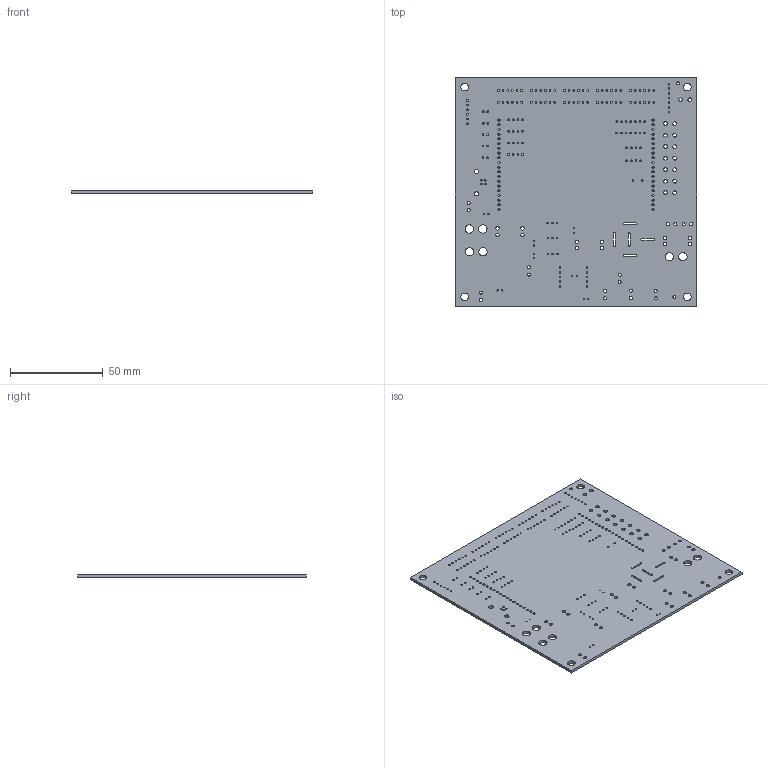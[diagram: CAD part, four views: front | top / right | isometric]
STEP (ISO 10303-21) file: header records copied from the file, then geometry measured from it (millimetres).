
FILE_DESCRIPTION(/* description */ ('PCB Design'),/* implementation_level */ '2;1');
FILE_NAME(/* name */ 'Motor_Controler_V11',/* time_stamp */ '2024-01-30T17:07:02+01:00',/* author */ ('PC_VAL_FIXE'),/* organization */ (''),/* preprocessor_version */ 'ST-DEVELOPER v16',/* originating_system */ 'allegro_17.2P028',/* authorisation */ '');
FILE_SCHEMA (('AUTOMOTIVE_DESIGN { 1 0 10303 214 3 1 1 }'));
Length unit declared in the file: millimetre
Products named in the file (2): MOTOR_CONTROLER_V11; BOARD_OUTLINE
Assembly tree (1 placements, depth 2):
  MOTOR_CONTROLER_V11
    BOARD_OUTLINE
Bounding box: 130 x 123 x 1.54 mm (x, y, z)
Surface area: 33520 mm2 (no closed solid volume)
Topology: 0 solids, 1 shells, 546 faces, 1898 edges, 1088 vertices
Faces by surface type: cylinder 530, plane 16
Entity records: 20649 total; most frequent: ORIENTED_EDGE 3264, CARTESIAN_POINT 3211, EDGE_CURVE 1898, VERTEX_POINT 1620, AXIS2_PLACEMENT_3D 1608, FACE_OUTER_BOUND 1076, EDGE_LOOP 1076, CIRCLE 1060
